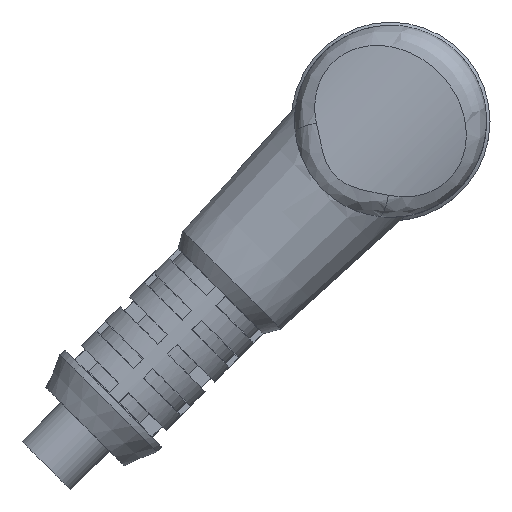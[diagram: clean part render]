
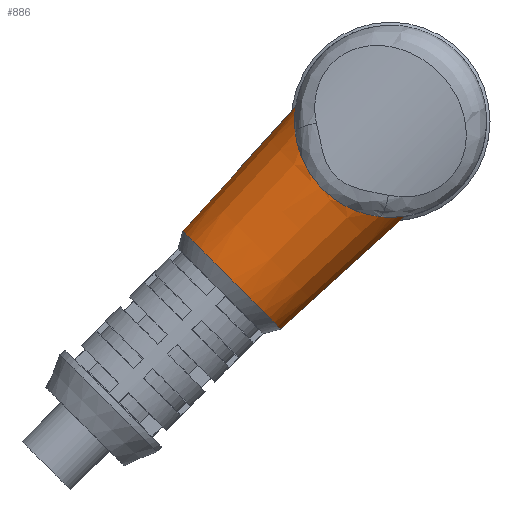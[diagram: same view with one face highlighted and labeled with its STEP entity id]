
A CAD part, top view. The second image highlights one B-rep face of the part: STEP entity #886.
In plain terms, the highlighted conical face has half-angle 2.726 degrees and reference radius 5.636 mm.
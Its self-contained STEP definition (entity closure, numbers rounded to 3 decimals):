
#162=CONICAL_SURFACE('',#5153,5.636,2.726);
#303=B_SPLINE_CURVE_WITH_KNOTS('',3,(#6834,#6835,#6836,#6837,#6838,#6839,
#6840,#6841,#6842,#6843,#6844,#6845,#6846,#6847,#6848,#6849,#6850,#6851,
#6852,#6853,#6854,#6855,#6856,#6857),.UNSPECIFIED.,.F.,.F.,(4,2,2,2,2,2,
2,2,2,2,2,4),(0.,0.063,0.125,0.188,0.25,0.375,
0.5,0.625,0.75,0.813,0.875,1.),.UNSPECIFIED.);
#346=B_SPLINE_CURVE_WITH_KNOTS('',3,(#7801,#7802,#7803,#7804,#7805,#7806,
#7807,#7808,#7809,#7810),.UNSPECIFIED.,.F.,.F.,(4,2,2,2,4),(0.,0.25,0.5,
0.75,1.),.UNSPECIFIED.);
#535=FACE_BOUND('',#1581,.T.);
#536=FACE_BOUND('',#1582,.T.);
#744=CIRCLE('',#5152,5.054);
#886=ADVANCED_FACE('',(#535,#536),#162,.T.);
#1581=EDGE_LOOP('',(#2271,#2272));
#1582=EDGE_LOOP('',(#2273));
#2271=ORIENTED_EDGE('',*,*,#3733,.T.);
#2272=ORIENTED_EDGE('',*,*,#4049,.T.);
#2273=ORIENTED_EDGE('',*,*,#4050,.T.);
#3262=VERTEX_POINT('',#6832);
#3263=VERTEX_POINT('',#6833);
#3523=VERTEX_POINT('',#7812);
#3733=EDGE_CURVE('',#3262,#3263,#303,.T.);
#4049=EDGE_CURVE('',#3263,#3262,#346,.T.);
#4050=EDGE_CURVE('',#3523,#3523,#744,.T.);
#5152=AXIS2_PLACEMENT_3D('',#7811,#6010,#6011);
#5153=AXIS2_PLACEMENT_3D('',#7813,#6012,#6013);
#6010=DIRECTION('',(0.707,0.707,0.));
#6011=DIRECTION('',(-0.707,0.707,0.));
#6012=DIRECTION('',(0.707,0.707,0.));
#6013=DIRECTION('',(-0.707,0.707,0.));
#6832=CARTESIAN_POINT('',(-6.95,-0.832,24.211));
#6833=CARTESIAN_POINT('',(-0.832,-6.95,24.211));
#6834=CARTESIAN_POINT('',(-6.95,-0.832,24.211));
#6835=CARTESIAN_POINT('',(-6.999,-0.427,23.834));
#6836=CARTESIAN_POINT('',(-7.007,-0.048,23.413));
#6837=CARTESIAN_POINT('',(-6.983,0.579,22.495));
#6838=CARTESIAN_POINT('',(-6.951,0.836,21.985));
#6839=CARTESIAN_POINT('',(-6.916,1.089,20.9));
#6840=CARTESIAN_POINT('',(-6.919,1.072,20.325));
#6841=CARTESIAN_POINT('',(-6.96,0.763,19.245));
#6842=CARTESIAN_POINT('',(-6.99,0.49,18.752));
#6843=CARTESIAN_POINT('',(-7.013,-0.493,17.398));
#6844=CARTESIAN_POINT('',(-6.933,-1.361,16.654));
#6845=CARTESIAN_POINT('',(-6.313,-3.173,15.55));
#6846=CARTESIAN_POINT('',(-5.739,-4.159,15.202));
#6847=CARTESIAN_POINT('',(-4.173,-5.729,15.198));
#6848=CARTESIAN_POINT('',(-3.191,-6.305,15.541));
#6849=CARTESIAN_POINT('',(-1.362,-6.934,16.652));
#6850=CARTESIAN_POINT('',(-0.491,-7.014,17.399));
#6851=CARTESIAN_POINT('',(0.494,-6.99,18.757));
#6852=CARTESIAN_POINT('',(0.766,-6.96,19.253));
#6853=CARTESIAN_POINT('',(1.073,-6.919,20.332));
#6854=CARTESIAN_POINT('',(1.088,-6.916,20.907));
#6855=CARTESIAN_POINT('',(0.706,-6.969,22.533));
#6856=CARTESIAN_POINT('',(-0.025,-7.047,23.461));
#6857=CARTESIAN_POINT('',(-0.832,-6.95,24.211));
#7801=CARTESIAN_POINT('',(-0.832,-6.95,24.211));
#7802=CARTESIAN_POINT('',(-1.459,-6.875,24.792));
#7803=CARTESIAN_POINT('',(-2.171,-6.701,25.287));
#7804=CARTESIAN_POINT('',(-3.607,-6.05,25.994));
#7805=CARTESIAN_POINT('',(-4.338,-5.56,26.199));
#7806=CARTESIAN_POINT('',(-5.556,-4.345,26.201));
#7807=CARTESIAN_POINT('',(-6.044,-3.619,25.998));
#7808=CARTESIAN_POINT('',(-6.701,-2.173,25.289));
#7809=CARTESIAN_POINT('',(-6.875,-1.462,24.795));
#7810=CARTESIAN_POINT('',(-6.95,-0.832,24.211));
#7811=CARTESIAN_POINT('',(-11.573,-11.573,20.7));
#7812=CARTESIAN_POINT('',(-15.147,-8.,20.7));
#7813=CARTESIAN_POINT('',(-2.936,-2.936,20.7));
